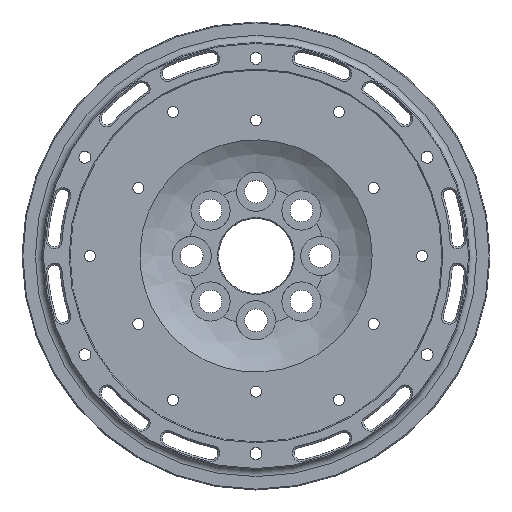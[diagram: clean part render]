
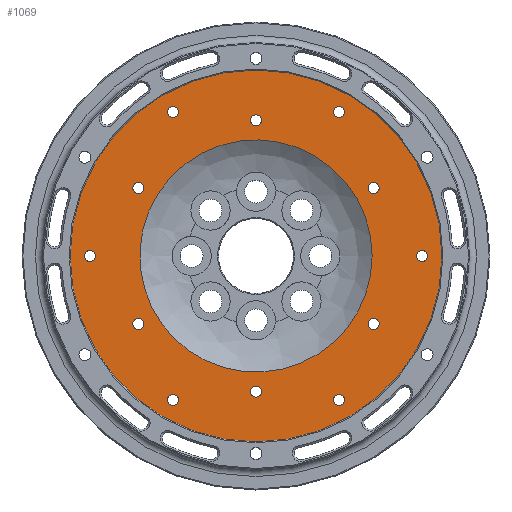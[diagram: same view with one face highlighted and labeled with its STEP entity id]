
A CAD part, top view. The second image highlights one B-rep face of the part: STEP entity #1069.
In plain terms, the highlighted planar face has unit normal (0, 0, 1).
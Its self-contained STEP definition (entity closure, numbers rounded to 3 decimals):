
#1069=ADVANCED_FACE('',(#1517,#1518,#1519,#1520,#1521,#1522,#1523,#1524,
#1525,#1526,#1527,#1528,#1529,#1530),#1341,.T.);
#1341=PLANE('',#5276);
#1517=FACE_BOUND('',#1773,.T.);
#1518=FACE_BOUND('',#1774,.T.);
#1519=FACE_BOUND('',#1775,.T.);
#1520=FACE_BOUND('',#1776,.T.);
#1521=FACE_BOUND('',#1777,.T.);
#1522=FACE_BOUND('',#1778,.T.);
#1523=FACE_BOUND('',#1779,.T.);
#1524=FACE_BOUND('',#1780,.T.);
#1525=FACE_BOUND('',#1781,.T.);
#1526=FACE_BOUND('',#1782,.T.);
#1527=FACE_BOUND('',#1783,.T.);
#1528=FACE_BOUND('',#1784,.T.);
#1529=FACE_BOUND('',#1785,.T.);
#1530=FACE_BOUND('',#1786,.T.);
#1773=EDGE_LOOP('',(#2410));
#1774=EDGE_LOOP('',(#2411));
#1775=EDGE_LOOP('',(#2412));
#1776=EDGE_LOOP('',(#2413));
#1777=EDGE_LOOP('',(#2414));
#1778=EDGE_LOOP('',(#2415));
#1779=EDGE_LOOP('',(#2416));
#1780=EDGE_LOOP('',(#2417));
#1781=EDGE_LOOP('',(#2418));
#1782=EDGE_LOOP('',(#2419));
#1783=EDGE_LOOP('',(#2420));
#1784=EDGE_LOOP('',(#2421));
#1785=EDGE_LOOP('',(#2422));
#1786=EDGE_LOOP('',(#2423));
#2410=ORIENTED_EDGE('',*,*,#3930,.F.);
#2411=ORIENTED_EDGE('',*,*,#3952,.F.);
#2412=ORIENTED_EDGE('',*,*,#3932,.F.);
#2413=ORIENTED_EDGE('',*,*,#3950,.F.);
#2414=ORIENTED_EDGE('',*,*,#3934,.F.);
#2415=ORIENTED_EDGE('',*,*,#3948,.F.);
#2416=ORIENTED_EDGE('',*,*,#3936,.F.);
#2417=ORIENTED_EDGE('',*,*,#3942,.F.);
#2418=ORIENTED_EDGE('',*,*,#3944,.F.);
#2419=ORIENTED_EDGE('',*,*,#3940,.F.);
#2420=ORIENTED_EDGE('',*,*,#3938,.F.);
#2421=ORIENTED_EDGE('',*,*,#3946,.F.);
#2422=ORIENTED_EDGE('',*,*,#4124,.F.);
#2423=ORIENTED_EDGE('',*,*,#4125,.T.);
#3499=VERTEX_POINT('',#7523);
#3501=VERTEX_POINT('',#7528);
#3503=VERTEX_POINT('',#7533);
#3505=VERTEX_POINT('',#7538);
#3507=VERTEX_POINT('',#7543);
#3509=VERTEX_POINT('',#7548);
#3511=VERTEX_POINT('',#7553);
#3513=VERTEX_POINT('',#7558);
#3515=VERTEX_POINT('',#7563);
#3517=VERTEX_POINT('',#7568);
#3519=VERTEX_POINT('',#7573);
#3521=VERTEX_POINT('',#7578);
#3685=VERTEX_POINT('',#8031);
#3686=VERTEX_POINT('',#8034);
#3930=EDGE_CURVE('',#3499,#3499,#4597,.T.);
#3932=EDGE_CURVE('',#3501,#3501,#4599,.T.);
#3934=EDGE_CURVE('',#3503,#3503,#4601,.T.);
#3936=EDGE_CURVE('',#3505,#3505,#4603,.T.);
#3938=EDGE_CURVE('',#3507,#3507,#4605,.T.);
#3940=EDGE_CURVE('',#3509,#3509,#4607,.T.);
#3942=EDGE_CURVE('',#3511,#3511,#4609,.T.);
#3944=EDGE_CURVE('',#3513,#3513,#4611,.T.);
#3946=EDGE_CURVE('',#3515,#3515,#4613,.T.);
#3948=EDGE_CURVE('',#3517,#3517,#4615,.T.);
#3950=EDGE_CURVE('',#3519,#3519,#4617,.T.);
#3952=EDGE_CURVE('',#3521,#3521,#4619,.T.);
#4124=EDGE_CURVE('',#3685,#3685,#4783,.T.);
#4125=EDGE_CURVE('',#3686,#3686,#4784,.T.);
#4597=CIRCLE('',#5031,3.1);
#4599=CIRCLE('',#5034,3.1);
#4601=CIRCLE('',#5037,3.1);
#4603=CIRCLE('',#5040,3.1);
#4605=CIRCLE('',#5043,3.1);
#4607=CIRCLE('',#5046,3.1);
#4609=CIRCLE('',#5049,3.1);
#4611=CIRCLE('',#5052,3.1);
#4613=CIRCLE('',#5055,3.1);
#4615=CIRCLE('',#5058,3.1);
#4617=CIRCLE('',#5061,3.1);
#4619=CIRCLE('',#5064,3.1);
#4783=CIRCLE('',#5273,104.1);
#4784=CIRCLE('',#5275,65.);
#5031=AXIS2_PLACEMENT_3D('',#7522,#5863,#5864);
#5034=AXIS2_PLACEMENT_3D('',#7527,#5869,#5870);
#5037=AXIS2_PLACEMENT_3D('',#7532,#5875,#5876);
#5040=AXIS2_PLACEMENT_3D('',#7537,#5881,#5882);
#5043=AXIS2_PLACEMENT_3D('',#7542,#5887,#5888);
#5046=AXIS2_PLACEMENT_3D('',#7547,#5893,#5894);
#5049=AXIS2_PLACEMENT_3D('',#7552,#5899,#5900);
#5052=AXIS2_PLACEMENT_3D('',#7557,#5905,#5906);
#5055=AXIS2_PLACEMENT_3D('',#7562,#5911,#5912);
#5058=AXIS2_PLACEMENT_3D('',#7567,#5917,#5918);
#5061=AXIS2_PLACEMENT_3D('',#7572,#5923,#5924);
#5064=AXIS2_PLACEMENT_3D('',#7577,#5929,#5930);
#5273=AXIS2_PLACEMENT_3D('',#8030,#6347,#6348);
#5275=AXIS2_PLACEMENT_3D('',#8033,#6351,#6352);
#5276=AXIS2_PLACEMENT_3D('',#8035,#6353,#6354);
#5863=DIRECTION('',(0.,0.,1.));
#5864=DIRECTION('',(1.,0.,0.));
#5869=DIRECTION('',(0.,0.,1.));
#5870=DIRECTION('',(1.,0.,0.));
#5875=DIRECTION('',(0.,0.,1.));
#5876=DIRECTION('',(1.,0.,0.));
#5881=DIRECTION('',(0.,0.,1.));
#5882=DIRECTION('',(1.,0.,0.));
#5887=DIRECTION('',(0.,0.,1.));
#5888=DIRECTION('',(1.,0.,0.));
#5893=DIRECTION('',(0.,0.,1.));
#5894=DIRECTION('',(1.,0.,0.));
#5899=DIRECTION('',(0.,0.,1.));
#5900=DIRECTION('',(1.,0.,0.));
#5905=DIRECTION('',(0.,0.,1.));
#5906=DIRECTION('',(1.,0.,0.));
#5911=DIRECTION('',(0.,0.,1.));
#5912=DIRECTION('',(1.,0.,0.));
#5917=DIRECTION('',(0.,0.,1.));
#5918=DIRECTION('',(1.,0.,0.));
#5923=DIRECTION('',(0.,0.,1.));
#5924=DIRECTION('',(1.,0.,0.));
#5929=DIRECTION('',(0.,0.,1.));
#5930=DIRECTION('',(1.,0.,0.));
#6347=DIRECTION('',(0.,0.,-1.));
#6348=DIRECTION('',(1.,0.,0.));
#6351=DIRECTION('',(0.,0.,-1.));
#6352=DIRECTION('',(1.,0.,0.));
#6353=DIRECTION('',(0.,0.,1.));
#6354=DIRECTION('',(1.,0.,0.));
#7522=CARTESIAN_POINT('',(93.,0.,22.99));
#7523=CARTESIAN_POINT('',(96.1,0.,22.99));
#7527=CARTESIAN_POINT('',(65.818,-38.,22.99));
#7528=CARTESIAN_POINT('',(68.918,-38.,22.99));
#7532=CARTESIAN_POINT('',(46.5,-80.54,22.99));
#7533=CARTESIAN_POINT('',(49.6,-80.54,22.99));
#7537=CARTESIAN_POINT('',(0.,-76.,22.99));
#7538=CARTESIAN_POINT('',(3.1,-76.,22.99));
#7542=CARTESIAN_POINT('',(-46.5,-80.54,22.99));
#7543=CARTESIAN_POINT('',(-43.4,-80.54,22.99));
#7547=CARTESIAN_POINT('',(-65.818,38.,22.99));
#7548=CARTESIAN_POINT('',(-62.718,38.,22.99));
#7552=CARTESIAN_POINT('',(-93.,0.,22.99));
#7553=CARTESIAN_POINT('',(-89.9,0.,22.99));
#7557=CARTESIAN_POINT('',(-65.818,-38.,22.99));
#7558=CARTESIAN_POINT('',(-62.718,-38.,22.99));
#7562=CARTESIAN_POINT('',(-46.5,80.54,22.99));
#7563=CARTESIAN_POINT('',(-43.4,80.54,22.99));
#7567=CARTESIAN_POINT('',(0.,76.,22.99));
#7568=CARTESIAN_POINT('',(3.1,76.,22.99));
#7572=CARTESIAN_POINT('',(46.5,80.54,22.99));
#7573=CARTESIAN_POINT('',(49.6,80.54,22.99));
#7577=CARTESIAN_POINT('',(65.818,38.,22.99));
#7578=CARTESIAN_POINT('',(68.918,38.,22.99));
#8030=CARTESIAN_POINT('',(0.,0.,22.99));
#8031=CARTESIAN_POINT('',(104.1,0.,22.99));
#8033=CARTESIAN_POINT('',(0.,0.,22.99));
#8034=CARTESIAN_POINT('',(65.,0.,22.99));
#8035=CARTESIAN_POINT('',(0.,0.,22.99));
